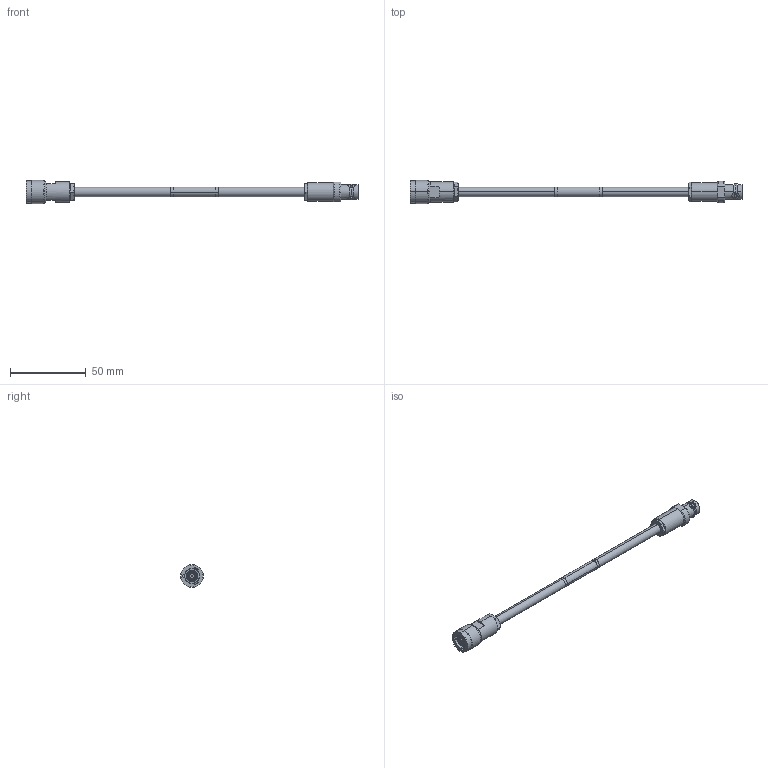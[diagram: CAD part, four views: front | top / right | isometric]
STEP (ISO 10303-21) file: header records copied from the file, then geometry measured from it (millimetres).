
FILE_DESCRIPTION (( 'STEP AP214' ), '1' );
FILE_NAME ('FM3MSA00563_3D.step', '2023-08-29T21:23:45', ( '' ), ( '' ), 'SwSTEP 2.0', 'SolidWorks 2022', '' );
FILE_SCHEMA (( 'AUTOMOTIVE_DESIGN' ));
Length unit declared in the file: inch
Products named in the file (11): Copy of 1AW01-003^FM3MSA00563_.25" x .75" long; Copy of 10-06575-XXX^FM3MSA00563; Copy of 10-09030-XXX-MA3^Copy of 10-09030-XXX_FM3MSA00563; Copy of 10-09030-XXX-MA2^Copy of 10-09030-XXX_FM3MSA00563; Copy of 10-09030-XXX^FM3MSA00563; Copy of 30-02001^FM3MSA00563_6"; Copy of 10-06575-XXX-MA2^Copy of 10-06575-XXX_FM3MSA00563; Copy of 10-06575-XXX-MA1^Copy of 10-06575-XXX_FM3MSA00563; FM3MSA00563_3D; Copy of 10-06575-XXX-MA3^Copy of 10-06575-XXX_FM3MSA00563; Copy of 10-09030-XXX-MA1^Copy of 10-09030-XXX_FM3MSA00563
Assembly tree (10 placements, depth 3):
  FM3MSA00563_3D
    Copy of 30-02001^FM3MSA00563_6"
    Copy of 10-09030-XXX^FM3MSA00563
      Copy of 10-09030-XXX-MA1^Copy of 10-09030-XXX_FM3MSA00563
      Copy of 10-09030-XXX-MA2^Copy of 10-09030-XXX_FM3MSA00563
      Copy of 10-09030-XXX-MA3^Copy of 10-09030-XXX_FM3MSA00563
    Copy of 10-06575-XXX^FM3MSA00563
      Copy of 10-06575-XXX-MA1^Copy of 10-06575-XXX_FM3MSA00563
      Copy of 10-06575-XXX-MA2^Copy of 10-06575-XXX_FM3MSA00563
      Copy of 10-06575-XXX-MA3^Copy of 10-06575-XXX_FM3MSA00563
    Copy of 1AW01-003^FM3MSA00563_.25" x .75" long
Bounding box: 219.33 x 15.24 x 15.24 mm (x, y, z)
Volume: 11898.9 mm3; surface area: 11372.2 mm2
Topology: 8 solids, 9 shells, 339 faces, 816 edges, 518 vertices
Faces by surface type: cylinder 115, plane 115, cone 70, torus 24, bspline 15
Entity records: 12851 total; most frequent: CARTESIAN_POINT 3916, DIRECTION 1638, ORIENTED_EDGE 1624, EDGE_CURVE 812, AXIS2_PLACEMENT_3D 668, VERTEX_POINT 518, EDGE_LOOP 376, FACE_OUTER_BOUND 339
